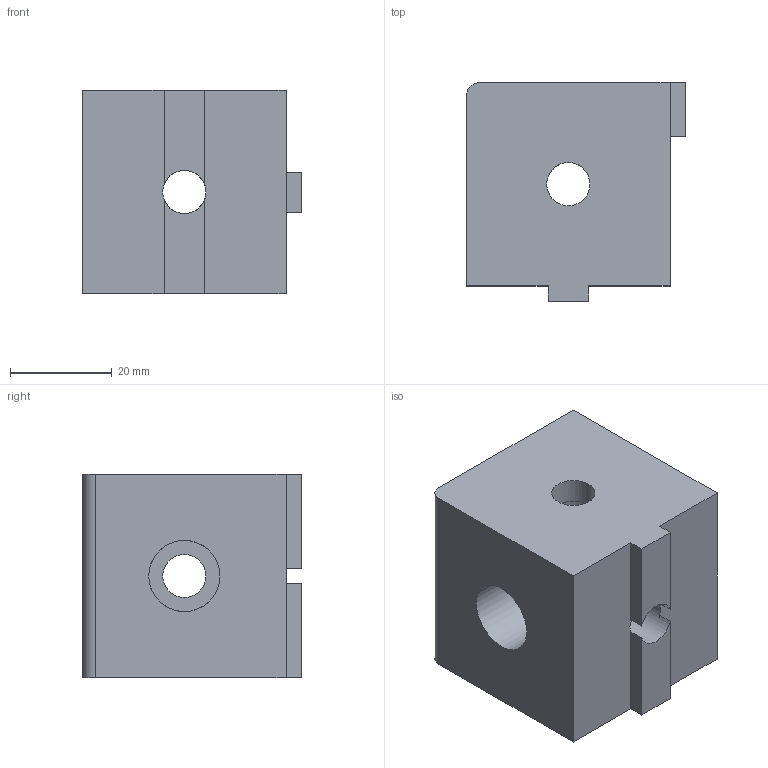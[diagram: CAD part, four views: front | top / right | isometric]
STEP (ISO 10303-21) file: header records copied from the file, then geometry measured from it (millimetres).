
FILE_DESCRIPTION(('STEP AP203'),'2;1');
FILE_NAME('14.154.00.stp','2011-03-21T15:47:11',(''),(''),'2009.3.110','THINKDESIGN','');
FILE_SCHEMA(('CONFIG_CONTROL_DESIGN'));
Length unit declared in the file: millimetre
Bounding box: 43 x 43 x 40 mm (x, y, z)
Volume: 51853.8 mm3; surface area: 13013.2 mm2
Topology: 1 solids, 1 shells, 30 faces, 100 edges, 70 vertices
Faces by surface type: plane 20, cylinder 10
Full cylindrical faces by diameter (mm): 8.5 x3, 14 x6
Entity records: 1341 total; most frequent: CARTESIAN_POINT 349, ORIENTED_EDGE 200, DIRECTION 172, EDGE_CURVE 100, VERTEX_POINT 70, AXIS2_PLACEMENT_3D 59, VECTOR 54, LINE 54
